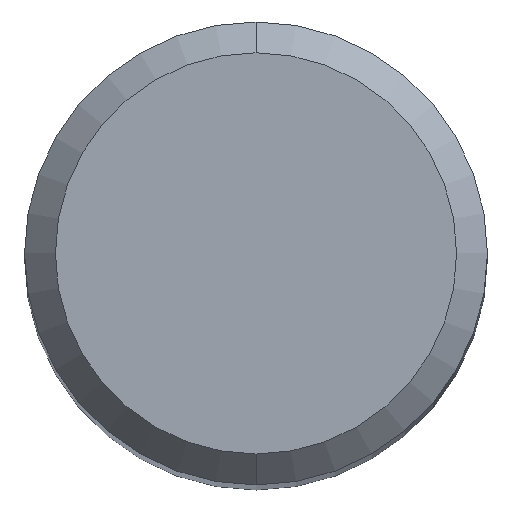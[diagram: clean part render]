
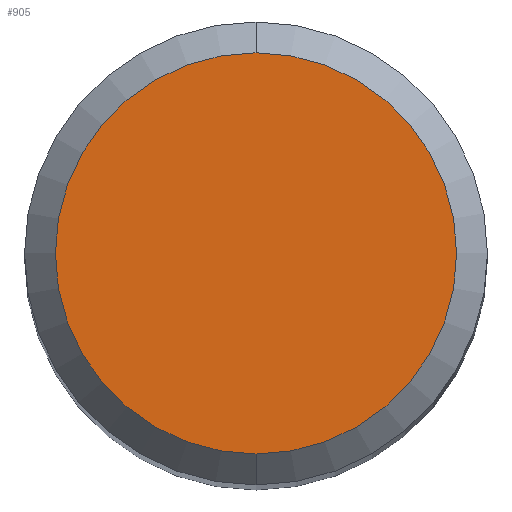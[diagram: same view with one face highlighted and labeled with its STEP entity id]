
A CAD part, top view. The second image highlights one B-rep face of the part: STEP entity #905.
In plain terms, the highlighted planar face has unit normal (0, 0, 1).
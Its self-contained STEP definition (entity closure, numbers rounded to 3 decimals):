
#677=VERTEX_POINT('',#1365);
#689=VERTEX_POINT('',#1378);
#869=EDGE_CURVE('',#677,#689,#1572,.T.);
#905=ADVANCED_FACE('',(#1614),#1615,.T.);
#983=EDGE_CURVE('',#689,#677,#1700,.T.);
#1365=CARTESIAN_POINT('',(0.0,2.6,0.0));
#1378=CARTESIAN_POINT('',(0.,-2.6,0.0));
#1572=CIRCLE('',#7680,2.6);
#1614=FACE_OUTER_BOUND('',#9044,.T.);
#1615=PLANE('',#9045);
#1700=CIRCLE('',#9578,2.6);
#7680=AXIS2_PLACEMENT_3D('',#10251,#10252,#10253);
#9044=EDGE_LOOP('',(#10308,#10309));
#9045=AXIS2_PLACEMENT_3D('',#10310,#10311,#10312);
#9578=AXIS2_PLACEMENT_3D('',#10389,#10390,#10391);
#10251=CARTESIAN_POINT('',(0.0,0.0,0.0));
#10252=DIRECTION('',(0.0,0.0,-1.0));
#10253=DIRECTION('',(0.0,1.0,0.0));
#10308=ORIENTED_EDGE('',*,*,#869,.F.);
#10309=ORIENTED_EDGE('',*,*,#983,.F.);
#10310=CARTESIAN_POINT('',(0.0,1.3,0.0));
#10311=DIRECTION('',(-0.0,0.0,1.0));
#10312=DIRECTION('',(0.0,-1.0,0.0));
#10389=CARTESIAN_POINT('',(0.0,0.0,0.0));
#10390=DIRECTION('',(0.0,0.0,-1.0));
#10391=DIRECTION('',(0.0,1.0,0.0));
